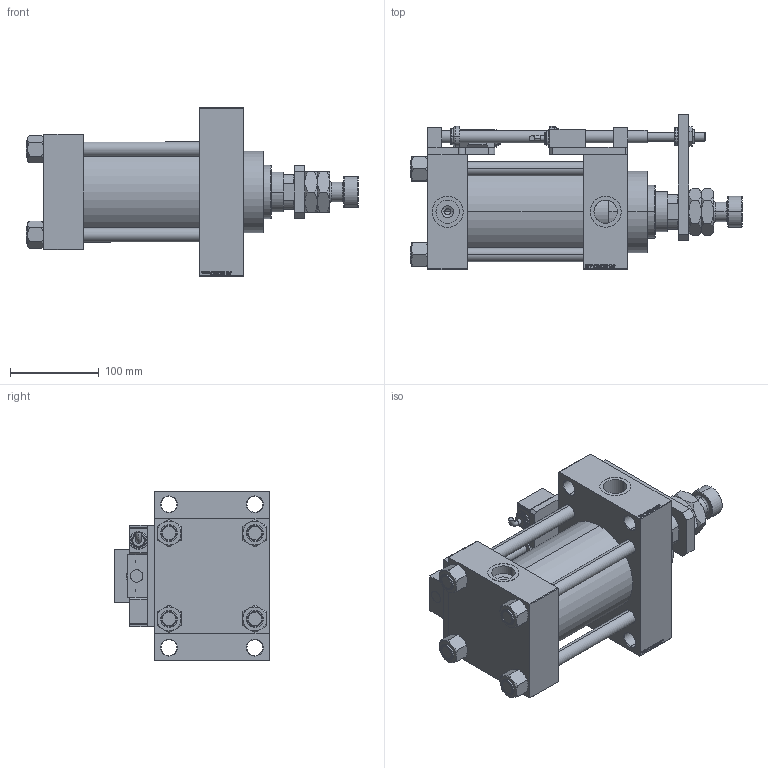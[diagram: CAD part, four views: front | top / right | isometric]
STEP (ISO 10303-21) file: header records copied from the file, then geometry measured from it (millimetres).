
FILE_DESCRIPTION (( 'STEP AP203' ), '1' );
FILE_NAME ('ebc1.STEP', '2022-11-23T07:26:33', ( '' ), ( '' ), 'SwSTEP 2.0', 'SolidWorks 2019', '' );
FILE_SCHEMA (( 'CONFIG_CONTROL_DESIGN' ));
Length unit declared in the file: millimetre
Products named in the file (17): V215CD_D_TYCINKA 5125306c5daa848fa780cbf102e3ff32; V215CD_SWITCH_Q_NUT 5125306c5daa848fa780cbf102e3ff32; V215CD_SWITCH_Q_BLOK 5125306c5daa848fa780cbf102e3ff32; V215CD_SWITCH_Q_ZARAZKA 5125306c5daa848fa780cbf102e3ff32; V215CD_SWITCH_Q_SWITCH 5125306c5daa848fa780cbf102e3ff32; V215CD_SWITCH_Q_NUT10 5125306c5daa848fa780cbf102e3ff32; V215CD_SWITCH_Q_MAGNET 5125306c5daa848fa780cbf102e3ff32; V215CD_NUT_M5_D 5125306c5daa848fa780cbf102e3ff32; V215CD_SWITCH_Q_DIMA 5125306c5daa848fa780cbf102e3ff32; V215CD_SWITCH_Q_PODLOZKA_BACK 5125306c5daa848fa780cbf102e3ff32; V215CD_D_Body 5125306c5daa848fa780cbf102e3ff32; V215CD_MFAS_SWITCH_Q 5125306c5daa848fa780cbf102e3ff32; V215CD_VCP_D 5125306c5daa848fa780cbf102e3ff32; V215CD_SWITCH_Q_TYC 5125306c5daa848fa780cbf102e3ff32; V215CD_SWITCH_Q_PODLOZKA_FRONT 5125306c5daa848fa780cbf102e3ff32; V215CD_VC_A 5125306c5daa848fa780cbf102e3ff32; ebc1
Assembly tree (25 placements, depth 2):
  ebc1
    V215CD_D_Body 5125306c5daa848fa780cbf102e3ff32
    V215CD_VC_A 5125306c5daa848fa780cbf102e3ff32
    V215CD_VCP_D 5125306c5daa848fa780cbf102e3ff32
    V215CD_D_TYCINKA 5125306c5daa848fa780cbf102e3ff32  x4
    V215CD_NUT_M5_D 5125306c5daa848fa780cbf102e3ff32  x4
    V215CD_SWITCH_Q_BLOK 5125306c5daa848fa780cbf102e3ff32  x2
    V215CD_SWITCH_Q_DIMA 5125306c5daa848fa780cbf102e3ff32
    V215CD_SWITCH_Q_MAGNET 5125306c5daa848fa780cbf102e3ff32  x2
    V215CD_SWITCH_Q_NUT 5125306c5daa848fa780cbf102e3ff32
    V215CD_SWITCH_Q_NUT10 5125306c5daa848fa780cbf102e3ff32
    V215CD_SWITCH_Q_PODLOZKA_BACK 5125306c5daa848fa780cbf102e3ff32
    V215CD_SWITCH_Q_PODLOZKA_FRONT 5125306c5daa848fa780cbf102e3ff32
    V215CD_SWITCH_Q_SWITCH 5125306c5daa848fa780cbf102e3ff32  x2
    V215CD_SWITCH_Q_TYC 5125306c5daa848fa780cbf102e3ff32
    V215CD_SWITCH_Q_ZARAZKA 5125306c5daa848fa780cbf102e3ff32
    V215CD_MFAS_SWITCH_Q 5125306c5daa848fa780cbf102e3ff32
Bounding box: 375 x 175 x 190 mm (x, y, z)
Volume: 3202402.7 mm3; surface area: 525774.6 mm2
Topology: 25 solids, 25 shells, 1439 faces, 3541 edges, 2284 vertices
Faces by surface type: plane 684, bspline 368, cone 183, cylinder 164, torus 40
Entity records: 55313 total; most frequent: CARTESIAN_POINT 26709, ORIENTED_EDGE 6022, DIRECTION 4326, EDGE_CURVE 3011, VERTEX_POINT 1958, LINE 1760, VECTOR 1760, EDGE_LOOP 1373
